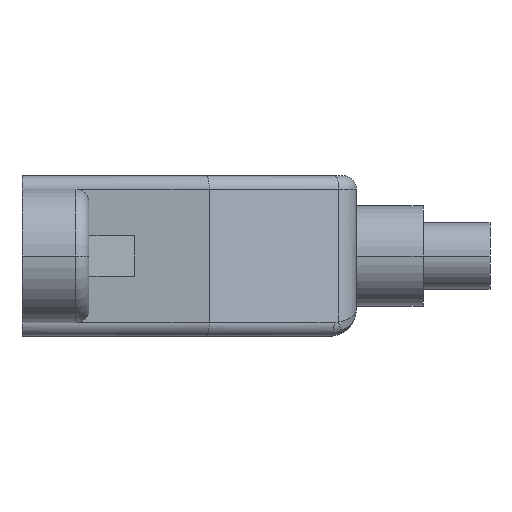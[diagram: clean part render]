
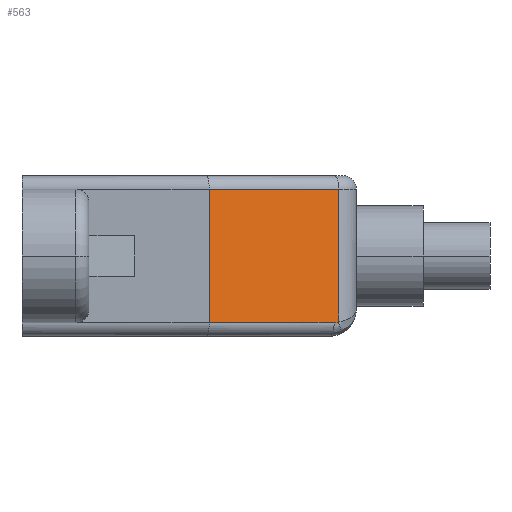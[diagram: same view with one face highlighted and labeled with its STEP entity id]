
A CAD part, left-side view. The second image highlights one B-rep face of the part: STEP entity #563.
In plain terms, the highlighted planar face has unit normal (-0.94, -0.342, 0).
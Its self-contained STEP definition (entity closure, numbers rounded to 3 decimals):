
#50 =( BOUNDED_CURVE ( )  B_SPLINE_CURVE ( 3, ( #3719, #3568, #3718, #3732 ),
 .UNSPECIFIED., .F., .F. ) 
 B_SPLINE_CURVE_WITH_KNOTS ( ( 4, 4 ),
 ( 1.571, 1.92 ),
 .UNSPECIFIED. ) 
 CURVE ( )  GEOMETRIC_REPRESENTATION_ITEM ( )  RATIONAL_B_SPLINE_CURVE ( ( 1., 0.99, 0.99, 1. ) ) 
 REPRESENTATION_ITEM ( '' )  );
#356 = EDGE_LOOP ( 'NONE', ( #3287, #3396, #3381, #3420, #3426 ) ) ;
#371 = FACE_OUTER_BOUND ( 'NONE', #356, .T. ) ;
#563 = ADVANCED_FACE ( 'NONE', ( #371 ), #5698, .F. ) ;
#1046 = DIRECTION ( 'NONE',  ( -0.342, 0.94, 0. ) ) ;
#1065 = CARTESIAN_POINT ( 'NONE',  ( -6.5, -12.5, 5. ) ) ;
#1085 = DIRECTION ( 'NONE',  ( 0.342, -0.94, 0. ) ) ;
#1136 = CARTESIAN_POINT ( 'NONE',  ( -6.5, -12.5, -5. ) ) ;
#1157 = DIRECTION ( 'NONE',  ( 0., 0., 1. ) ) ;
#1219 = CARTESIAN_POINT ( 'NONE',  ( -6.979, -11.183, 6. ) ) ;
#1644 = VERTEX_POINT ( 'NONE', #4163 ) ;
#1778 = VERTEX_POINT ( 'NONE', #3548 ) ;
#1800 = VERTEX_POINT ( 'NONE', #3616 ) ;
#1988 = VERTEX_POINT ( 'NONE', #3714 ) ;
#2029 = VERTEX_POINT ( 'NONE', #3605 ) ;
#2081 = EDGE_CURVE ( 'NONE', #1800, #1778, #50, .T. ) ;
#2104 = EDGE_CURVE ( 'NONE', #1644, #2029, #2766, .T. ) ;
#2134 = EDGE_CURVE ( 'NONE', #1778, #1988, #2710, .T. ) ;
#2162 = EDGE_CURVE ( 'NONE', #2029, #1800, #2661, .T. ) ;
#2186 = EDGE_CURVE ( 'NONE', #1988, #1644, #2620, .T. ) ;
#2617 = VECTOR ( 'NONE', #1046, 1000. ) ;
#2620 = LINE ( 'NONE', #1065, #2617 ) ;
#2658 = VECTOR ( 'NONE', #1085, 1000. ) ;
#2661 = LINE ( 'NONE', #1136, #2658 ) ;
#2708 = VECTOR ( 'NONE', #1157, 1000. ) ;
#2710 = LINE ( 'NONE', #1219, #2708 ) ;
#2763 = VECTOR ( 'NONE', #3594, 1000. ) ;
#2766 = LINE ( 'NONE', #3587, #2763 ) ;
#3287 = ORIENTED_EDGE ( 'NONE', *, *, #2081, .T. ) ;
#3381 = ORIENTED_EDGE ( 'NONE', *, *, #2186, .T. ) ;
#3396 = ORIENTED_EDGE ( 'NONE', *, *, #2134, .T. ) ;
#3420 = ORIENTED_EDGE ( 'NONE', *, *, #2104, .T. ) ;
#3426 = ORIENTED_EDGE ( 'NONE', *, *, #2162, .T. ) ;
#3548 = CARTESIAN_POINT ( 'NONE',  ( -6.979, -11.183, -4.94 ) ) ;
#3568 = CARTESIAN_POINT ( 'NONE',  ( -7.061, -10.959, -5. ) ) ;
#3587 = CARTESIAN_POINT ( 'NONE',  ( -10.5, -1.5, 6. ) ) ;
#3594 = DIRECTION ( 'NONE',  ( 0., 0., -1. ) ) ;
#3605 = CARTESIAN_POINT ( 'NONE',  ( -10.5, -1.5, -5. ) ) ;
#3616 = CARTESIAN_POINT ( 'NONE',  ( -7.103, -10.842, -5. ) ) ;
#3714 = CARTESIAN_POINT ( 'NONE',  ( -6.979, -11.183, 5. ) ) ;
#3718 = CARTESIAN_POINT ( 'NONE',  ( -7.019, -11.074, -4.98 ) ) ;
#3719 = CARTESIAN_POINT ( 'NONE',  ( -7.103, -10.842, -5. ) ) ;
#3732 = CARTESIAN_POINT ( 'NONE',  ( -6.979, -11.183, -4.94 ) ) ;
#4163 = CARTESIAN_POINT ( 'NONE',  ( -10.5, -1.5, 5. ) ) ;
#4821 = AXIS2_PLACEMENT_3D ( 'NONE', #5695, #5681, #5680 ) ;
#5680 = DIRECTION ( 'NONE',  ( -0.342, 0.94, 0. ) ) ;
#5681 = DIRECTION ( 'NONE',  ( 0.94, 0.342, 0. ) ) ;
#5695 = CARTESIAN_POINT ( 'NONE',  ( -6.5, -12.5, 6. ) ) ;
#5698 = PLANE ( 'NONE',  #4821 ) ;
